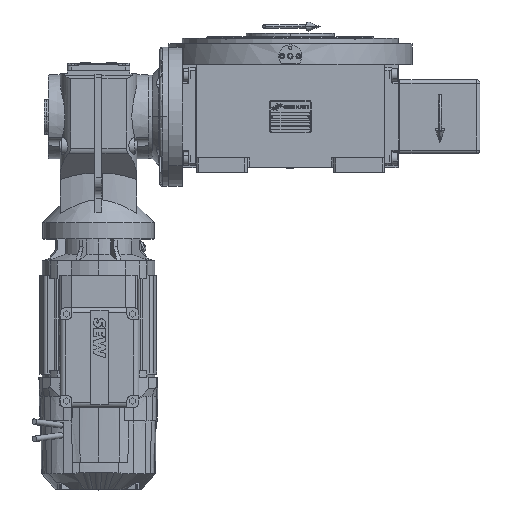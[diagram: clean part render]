
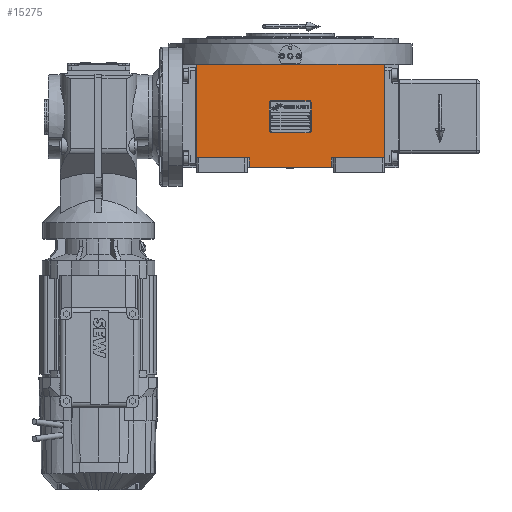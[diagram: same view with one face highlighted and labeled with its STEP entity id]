
A CAD part, top view. The second image highlights one B-rep face of the part: STEP entity #15275.
In plain terms, the highlighted planar face has unit normal (0, 0, 1).
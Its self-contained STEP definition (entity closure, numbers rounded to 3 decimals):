
#1201 = CARTESIAN_POINT ( 'NONE',  ( 135., -59., 226. ) ) ;
#5721 = EDGE_CURVE ( 'NONE', #112558, #34697, #19080, .T. ) ;
#6825 = ORIENTED_EDGE ( 'NONE', *, *, #25049, .T. ) ;
#7057 = DIRECTION ( 'NONE',  ( 1., 0., 0. ) ) ;
#13056 = CARTESIAN_POINT ( 'NONE',  ( 135., -59., 226. ) ) ;
#13608 = VECTOR ( 'NONE', #112199, 1000. ) ;
#14915 = VERTEX_POINT ( 'NONE', #78674 ) ;
#15275 = ADVANCED_FACE ( 'NONE', ( #110226 ), #33318, .T. ) ;
#17890 = LINE ( 'NONE', #84895, #63111 ) ;
#18845 = VERTEX_POINT ( 'NONE', #90039 ) ;
#19080 = LINE ( 'NONE', #76150, #102855 ) ;
#20530 = CARTESIAN_POINT ( 'NONE',  ( -59., -59., 226. ) ) ;
#21132 = VERTEX_POINT ( 'NONE', #52540 ) ;
#21902 = ORIENTED_EDGE ( 'NONE', *, *, #33685, .F. ) ;
#23622 = VECTOR ( 'NONE', #106963, 1000. ) ;
#25018 = EDGE_CURVE ( 'NONE', #14915, #121714, #114655, .T. ) ;
#25049 = EDGE_CURVE ( 'NONE', #18845, #21132, #17890, .T. ) ;
#25232 = CARTESIAN_POINT ( 'NONE',  ( -135., -73., 226. ) ) ;
#30121 = CARTESIAN_POINT ( 'NONE',  ( -59., -73., 226. ) ) ;
#31260 = CARTESIAN_POINT ( 'NONE',  ( 59., -59., 226. ) ) ;
#32881 = LINE ( 'NONE', #13056, #67009 ) ;
#33318 = PLANE ( 'NONE',  #79671 ) ;
#33481 = DIRECTION ( 'NONE',  ( 0., 1., 0. ) ) ;
#33685 = EDGE_CURVE ( 'NONE', #112558, #21132, #69114, .T. ) ;
#34697 = VERTEX_POINT ( 'NONE', #1201 ) ;
#36073 = DIRECTION ( 'NONE',  ( 0., 1., 0. ) ) ;
#43611 = CARTESIAN_POINT ( 'NONE',  ( 135., 75., 226. ) ) ;
#50347 = EDGE_CURVE ( 'NONE', #18845, #91124, #77274, .T. ) ;
#51270 = CARTESIAN_POINT ( 'NONE',  ( -135., -59., 226. ) ) ;
#52540 = CARTESIAN_POINT ( 'NONE',  ( 59., -73., 226. ) ) ;
#55923 = LINE ( 'NONE', #74520, #62736 ) ;
#56622 = ORIENTED_EDGE ( 'NONE', *, *, #25018, .F. ) ;
#56936 = DIRECTION ( 'NONE',  ( 1., 0., 0. ) ) ;
#56979 = VERTEX_POINT ( 'NONE', #51270 ) ;
#62736 = VECTOR ( 'NONE', #36073, 1000. ) ;
#62927 = LINE ( 'NONE', #110054, #89679 ) ;
#63111 = VECTOR ( 'NONE', #76822, 1000. ) ;
#65405 = ORIENTED_EDGE ( 'NONE', *, *, #50347, .F. ) ;
#66892 = CARTESIAN_POINT ( 'NONE',  ( -135., 75., 226. ) ) ;
#67009 = VECTOR ( 'NONE', #33481, 1000. ) ;
#68294 = EDGE_CURVE ( 'NONE', #34697, #121714, #32881, .T. ) ;
#69114 = LINE ( 'NONE', #31260, #23622 ) ;
#72269 = ORIENTED_EDGE ( 'NONE', *, *, #112951, .T. ) ;
#74520 = CARTESIAN_POINT ( 'NONE',  ( -135., -59., 226. ) ) ;
#76150 = CARTESIAN_POINT ( 'NONE',  ( 59., -59., 226. ) ) ;
#76822 = DIRECTION ( 'NONE',  ( 1., 0., 0. ) ) ;
#77274 = LINE ( 'NONE', #30121, #94172 ) ;
#78674 = CARTESIAN_POINT ( 'NONE',  ( -135., 75., 226. ) ) ;
#79671 = AXIS2_PLACEMENT_3D ( 'NONE', #25232, #109007, #100937 ) ;
#84895 = CARTESIAN_POINT ( 'NONE',  ( -59., -73., 226. ) ) ;
#84998 = EDGE_LOOP ( 'NONE', ( #6825, #21902, #100390, #88540, #56622, #114241, #72269, #65405 ) ) ;
#85437 = CARTESIAN_POINT ( 'NONE',  ( 59., -59., 226. ) ) ;
#88540 = ORIENTED_EDGE ( 'NONE', *, *, #68294, .T. ) ;
#89679 = VECTOR ( 'NONE', #7057, 1000. ) ;
#90039 = CARTESIAN_POINT ( 'NONE',  ( -59., -73., 226. ) ) ;
#91124 = VERTEX_POINT ( 'NONE', #20530 ) ;
#91441 = DIRECTION ( 'NONE',  ( 0., 1., 0. ) ) ;
#94172 = VECTOR ( 'NONE', #91441, 1000. ) ;
#99265 = EDGE_CURVE ( 'NONE', #56979, #14915, #55923, .T. ) ;
#100390 = ORIENTED_EDGE ( 'NONE', *, *, #5721, .T. ) ;
#100937 = DIRECTION ( 'NONE',  ( 1., 0., 0. ) ) ;
#102855 = VECTOR ( 'NONE', #56936, 1000. ) ;
#106963 = DIRECTION ( 'NONE',  ( 0., -1., 0. ) ) ;
#109007 = DIRECTION ( 'NONE',  ( 0., 0., 1. ) ) ;
#110054 = CARTESIAN_POINT ( 'NONE',  ( -135., -59., 226. ) ) ;
#110226 = FACE_OUTER_BOUND ( 'NONE', #84998, .T. ) ;
#112199 = DIRECTION ( 'NONE',  ( 1., 0., 0. ) ) ;
#112558 = VERTEX_POINT ( 'NONE', #85437 ) ;
#112951 = EDGE_CURVE ( 'NONE', #56979, #91124, #62927, .T. ) ;
#114241 = ORIENTED_EDGE ( 'NONE', *, *, #99265, .F. ) ;
#114655 = LINE ( 'NONE', #66892, #13608 ) ;
#121714 = VERTEX_POINT ( 'NONE', #43611 ) ;
